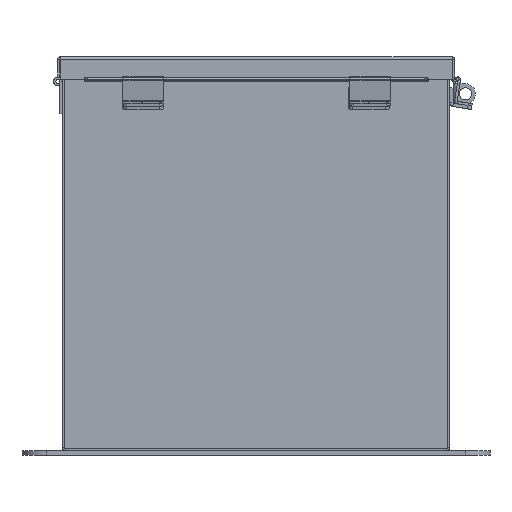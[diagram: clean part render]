
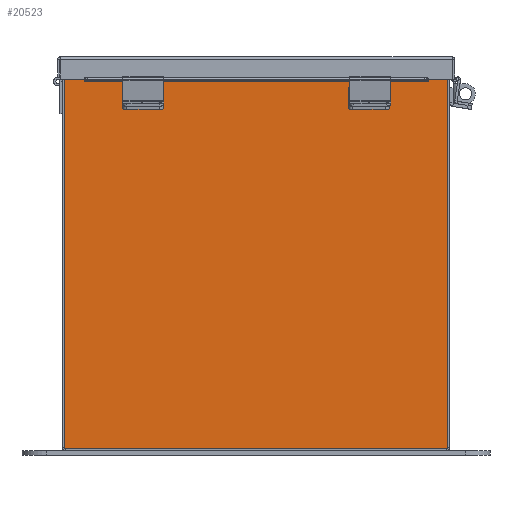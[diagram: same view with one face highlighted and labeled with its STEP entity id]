
A CAD part, front view. The second image highlights one B-rep face of the part: STEP entity #20523.
In plain terms, the highlighted face is planar.
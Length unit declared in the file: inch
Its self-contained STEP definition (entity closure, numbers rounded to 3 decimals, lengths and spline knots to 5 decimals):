
#500 = EDGE_LOOP ( 'NONE', ( #21167, #1583, #13887, #4955, #1952, #3141, #20535, #3436, #21552, #14238, #14647, #13363 ) ) ;
#932 = DIRECTION ( 'NONE',  ( 0., 0., -1. ) ) ;
#1346 = CARTESIAN_POINT ( 'NONE',  ( -5.9253, 0., -5.9253 ) ) ;
#1583 = ORIENTED_EDGE ( 'NONE', *, *, #22489, .F. ) ;
#1709 = CIRCLE ( 'NONE', #3195, 0.01867 ) ;
#1943 = VERTEX_POINT ( 'NONE', #12263 ) ;
#1952 = ORIENTED_EDGE ( 'NONE', *, *, #18179, .F. ) ;
#2058 = VERTEX_POINT ( 'NONE', #7286 ) ;
#2332 = EDGE_CURVE ( 'NONE', #5181, #4200, #12921, .T. ) ;
#2404 = VERTEX_POINT ( 'NONE', #13453 ) ;
#2533 = DIRECTION ( 'NONE',  ( 1., 0., 0. ) ) ;
#3141 = ORIENTED_EDGE ( 'NONE', *, *, #3699, .F. ) ;
#3195 = AXIS2_PLACEMENT_3D ( 'NONE', #16361, #5771, #18129 ) ;
#3337 = CARTESIAN_POINT ( 'NONE',  ( 5.5823, 0., 5.9123 ) ) ;
#3436 = ORIENTED_EDGE ( 'NONE', *, *, #17867, .T. ) ;
#3699 = EDGE_CURVE ( 'NONE', #15230, #7996, #10221, .T. ) ;
#3935 = CARTESIAN_POINT ( 'NONE',  ( 5.9253, 0., 5.9253 ) ) ;
#4085 = DIRECTION ( 'NONE',  ( 0., 0., -1. ) ) ;
#4200 = VERTEX_POINT ( 'NONE', #4687 ) ;
#4511 = DIRECTION ( 'NONE',  ( 1., 0., 0. ) ) ;
#4687 = CARTESIAN_POINT ( 'NONE',  ( 5.9253, 0., -5.9253 ) ) ;
#4689 = EDGE_CURVE ( 'NONE', #5287, #2404, #7674, .T. ) ;
#4955 = ORIENTED_EDGE ( 'NONE', *, *, #10650, .T. ) ;
#5181 = VERTEX_POINT ( 'NONE', #3935 ) ;
#5223 = DIRECTION ( 'NONE',  ( 0., 0., -1. ) ) ;
#5239 = EDGE_CURVE ( 'NONE', #1943, #2058, #18421, .T. ) ;
#5287 = VERTEX_POINT ( 'NONE', #6042 ) ;
#5771 = DIRECTION ( 'NONE',  ( 0., 1., 0. ) ) ;
#6042 = CARTESIAN_POINT ( 'NONE',  ( -5.9253, 0., 5.9253 ) ) ;
#6177 = VERTEX_POINT ( 'NONE', #1346 ) ;
#6252 = EDGE_CURVE ( 'NONE', #12343, #2404, #18374, .T. ) ;
#6259 = CARTESIAN_POINT ( 'NONE',  ( -5.5823, 0., 5.9123 ) ) ;
#7048 = CARTESIAN_POINT ( 'NONE',  ( 5.60097, 0., 5.87495 ) ) ;
#7286 = CARTESIAN_POINT ( 'NONE',  ( -5.5823, 0., 5.87495 ) ) ;
#7610 = CARTESIAN_POINT ( 'NONE',  ( 5.61965, 0., 0. ) ) ;
#7674 = LINE ( 'NONE', #8092, #15385 ) ;
#7996 = VERTEX_POINT ( 'NONE', #16614 ) ;
#8092 = CARTESIAN_POINT ( 'NONE',  ( -5.9253, 0., 5.9253 ) ) ;
#8458 = CARTESIAN_POINT ( 'NONE',  ( -5.9253, 0., -5.9253 ) ) ;
#8547 = CARTESIAN_POINT ( 'NONE',  ( 5.5823, 0., 0. ) ) ;
#8851 = DIRECTION ( 'NONE',  ( 0., 0., -1. ) ) ;
#9179 = CARTESIAN_POINT ( 'NONE',  ( -5.61965, 0., 5.87495 ) ) ;
#9187 = LINE ( 'NONE', #8458, #22704 ) ;
#9408 = DIRECTION ( 'NONE',  ( 0., 0., -1. ) ) ;
#9597 = VECTOR ( 'NONE', #4085, 39.37008 ) ;
#9630 = LINE ( 'NONE', #7610, #18448 ) ;
#10221 = CIRCLE ( 'NONE', #17258, 0.01867 ) ;
#10341 = DIRECTION ( 'NONE',  ( 0., 0., 1. ) ) ;
#10522 = CARTESIAN_POINT ( 'NONE',  ( 0., 0., 0. ) ) ;
#10650 = EDGE_CURVE ( 'NONE', #1943, #12184, #21244, .T. ) ;
#11324 = VECTOR ( 'NONE', #11616, 39.37008 ) ;
#11355 = CARTESIAN_POINT ( 'NONE',  ( -5.9253, 0., 5.9253 ) ) ;
#11616 = DIRECTION ( 'NONE',  ( 1., 0., 0. ) ) ;
#12056 = LINE ( 'NONE', #11355, #21410 ) ;
#12120 = CARTESIAN_POINT ( 'NONE',  ( -5.61965, 0., 0. ) ) ;
#12184 = VERTEX_POINT ( 'NONE', #3337 ) ;
#12263 = CARTESIAN_POINT ( 'NONE',  ( -5.5823, 0., 5.9123 ) ) ;
#12327 = LINE ( 'NONE', #8547, #15888 ) ;
#12343 = VERTEX_POINT ( 'NONE', #9179 ) ;
#12409 = EDGE_CURVE ( 'NONE', #21072, #15230, #9630, .T. ) ;
#12672 = EDGE_CURVE ( 'NONE', #6177, #5287, #18156, .T. ) ;
#12699 = CARTESIAN_POINT ( 'NONE',  ( -5.9253, 0., 5.9253 ) ) ;
#12921 = LINE ( 'NONE', #18560, #15940 ) ;
#13363 = ORIENTED_EDGE ( 'NONE', *, *, #4689, .T. ) ;
#13453 = CARTESIAN_POINT ( 'NONE',  ( -5.61965, 0., 5.9253 ) ) ;
#13670 = VECTOR ( 'NONE', #15636, 39.37008 ) ;
#13887 = ORIENTED_EDGE ( 'NONE', *, *, #5239, .F. ) ;
#14044 = PLANE ( 'NONE',  #17396 ) ;
#14238 = ORIENTED_EDGE ( 'NONE', *, *, #22842, .T. ) ;
#14472 = DIRECTION ( 'NONE',  ( 0., 0., 1. ) ) ;
#14601 = CARTESIAN_POINT ( 'NONE',  ( 5.61965, 0., 5.87495 ) ) ;
#14647 = ORIENTED_EDGE ( 'NONE', *, *, #12672, .T. ) ;
#15230 = VERTEX_POINT ( 'NONE', #14601 ) ;
#15385 = VECTOR ( 'NONE', #4511, 39.37008 ) ;
#15636 = DIRECTION ( 'NONE',  ( 0., 0., 1. ) ) ;
#15815 = DIRECTION ( 'NONE',  ( 0., -1., 0. ) ) ;
#15888 = VECTOR ( 'NONE', #10341, 39.37008 ) ;
#15890 = FACE_OUTER_BOUND ( 'NONE', #500, .T. ) ;
#15940 = VECTOR ( 'NONE', #932, 39.37008 ) ;
#16361 = CARTESIAN_POINT ( 'NONE',  ( -5.60098, 0., 5.87495 ) ) ;
#16614 = CARTESIAN_POINT ( 'NONE',  ( 5.5823, 0., 5.87495 ) ) ;
#17258 = AXIS2_PLACEMENT_3D ( 'NONE', #7048, #19435, #8851 ) ;
#17396 = AXIS2_PLACEMENT_3D ( 'NONE', #10522, #15815, #5223 ) ;
#17595 = VECTOR ( 'NONE', #14472, 39.37008 ) ;
#17867 = EDGE_CURVE ( 'NONE', #21072, #5181, #12056, .T. ) ;
#18129 = DIRECTION ( 'NONE',  ( 0., 0., -1. ) ) ;
#18156 = LINE ( 'NONE', #12699, #17595 ) ;
#18179 = EDGE_CURVE ( 'NONE', #7996, #12184, #12327, .T. ) ;
#18248 = CARTESIAN_POINT ( 'NONE',  ( -5.5823, 0., 0. ) ) ;
#18374 = LINE ( 'NONE', #12120, #13670 ) ;
#18421 = LINE ( 'NONE', #18248, #9597 ) ;
#18448 = VECTOR ( 'NONE', #9408, 39.37008 ) ;
#18560 = CARTESIAN_POINT ( 'NONE',  ( 5.9253, 0., 5.9253 ) ) ;
#19435 = DIRECTION ( 'NONE',  ( 0., 1., 0. ) ) ;
#20523 = ADVANCED_FACE ( 'NONE', ( #15890 ), #14044, .F. ) ;
#20535 = ORIENTED_EDGE ( 'NONE', *, *, #12409, .F. ) ;
#20884 = DIRECTION ( 'NONE',  ( -1., 0., 0. ) ) ;
#21072 = VERTEX_POINT ( 'NONE', #22582 ) ;
#21167 = ORIENTED_EDGE ( 'NONE', *, *, #6252, .F. ) ;
#21244 = LINE ( 'NONE', #6259, #11324 ) ;
#21410 = VECTOR ( 'NONE', #2533, 39.37008 ) ;
#21552 = ORIENTED_EDGE ( 'NONE', *, *, #2332, .T. ) ;
#22489 = EDGE_CURVE ( 'NONE', #2058, #12343, #1709, .T. ) ;
#22582 = CARTESIAN_POINT ( 'NONE',  ( 5.61965, 0., 5.9253 ) ) ;
#22704 = VECTOR ( 'NONE', #20884, 39.37008 ) ;
#22842 = EDGE_CURVE ( 'NONE', #4200, #6177, #9187, .T. ) ;
